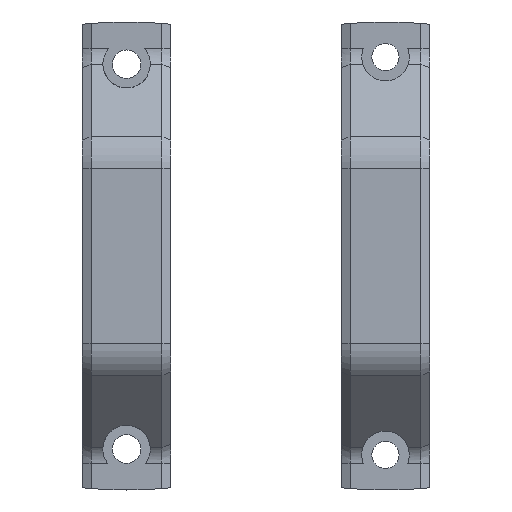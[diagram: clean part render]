
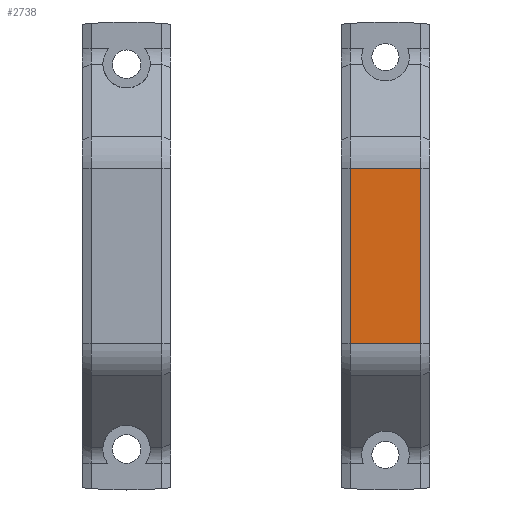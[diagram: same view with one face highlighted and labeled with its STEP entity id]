
A CAD part, front view. The second image highlights one B-rep face of the part: STEP entity #2738.
In plain terms, the highlighted face is planar.
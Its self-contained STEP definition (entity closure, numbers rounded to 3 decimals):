
#84=PLANE('',#2969);
#201=LINE('',#4231,#473);
#202=LINE('',#4237,#474);
#223=LINE('',#4305,#495);
#224=LINE('',#4306,#496);
#473=VECTOR('',#3331,2043.81);
#474=VECTOR('',#3338,2043.81);
#495=VECTOR('',#3405,1038.205);
#496=VECTOR('',#3406,1038.205);
#738=FACE_OUTER_BOUND('',#895,.T.);
#895=EDGE_LOOP('',(#1990,#1991,#1992,#1993));
#1239=VERTEX_POINT('',#4227);
#1240=VERTEX_POINT('',#4229);
#1241=VERTEX_POINT('',#4233);
#1242=VERTEX_POINT('',#4235);
#1513=EDGE_CURVE('',#1239,#1240,#201,.T.);
#1516=EDGE_CURVE('',#1242,#1241,#202,.T.);
#1549=EDGE_CURVE('',#1240,#1241,#223,.T.);
#1550=EDGE_CURVE('',#1239,#1242,#224,.T.);
#1990=ORIENTED_EDGE('',*,*,#1513,.T.);
#1991=ORIENTED_EDGE('',*,*,#1549,.T.);
#1992=ORIENTED_EDGE('',*,*,#1516,.F.);
#1993=ORIENTED_EDGE('',*,*,#1550,.F.);
#2738=ADVANCED_FACE('',(#738),#84,.T.);
#2969=AXIS2_PLACEMENT_3D('',#4304,#3403,#3404);
#3331=DIRECTION('',(0.,0.,1.));
#3338=DIRECTION('',(0.,0.,1.));
#3403=DIRECTION('center_axis',(0.,1.,0.));
#3404=DIRECTION('ref_axis',(0.,0.,1.));
#3405=DIRECTION('',(1.,0.,0.));
#3406=DIRECTION('',(1.,0.,0.));
#4227=CARTESIAN_POINT('',(-11.101,44.267,0.162));
#4229=CARTESIAN_POINT('',(-11.101,44.267,16.513));
#4231=CARTESIAN_POINT('',(-11.101,44.267,11.403));
#4233=CARTESIAN_POINT('',(29.389,44.267,16.513));
#4235=CARTESIAN_POINT('',(29.389,44.267,0.162));
#4237=CARTESIAN_POINT('',(29.389,44.267,11.403));
#4304=CARTESIAN_POINT('Origin',(34.209,44.267,-1.881));
#4305=CARTESIAN_POINT('',(34.209,44.267,16.513));
#4306=CARTESIAN_POINT('',(21.676,44.267,0.162));
